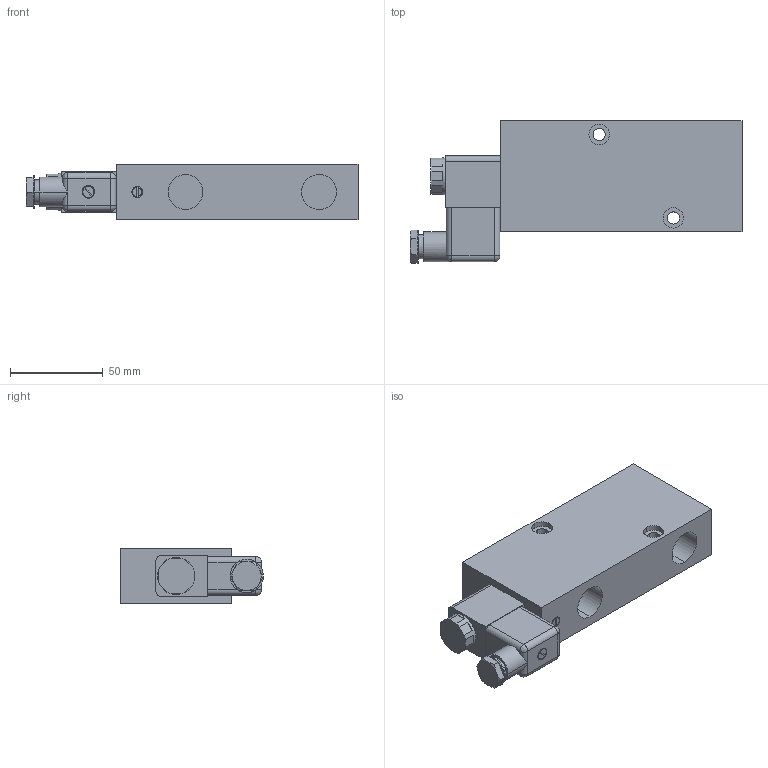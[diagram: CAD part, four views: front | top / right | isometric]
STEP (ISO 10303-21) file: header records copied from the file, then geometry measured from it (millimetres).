
FILE_DESCRIPTION (( 'STEP AP203' ), '1' );
FILE_NAME ('MNH.310.121.STEP', '2018-11-21T12:46:19', ( '' ), ( '' ), 'SwSTEP 2.0', 'SolidWorks 2013', '' );
FILE_SCHEMA (( 'CONFIG_CONTROL_DESIGN' ));
Length unit declared in the file: millimetre
Products named in the file (1): MNH.310.121
Bounding box: 179 x 77 x 30 mm (x, y, z)
Volume: 259118.4 mm3; surface area: 38504.9 mm2
Topology: 1 solids, 1 shells, 127 faces, 293 edges, 184 vertices
Faces by surface type: plane 69, cylinder 50, cone 4, bspline 4
Entity records: 3782 total; most frequent: CARTESIAN_POINT 761, DIRECTION 649, ORIENTED_EDGE 578, EDGE_CURVE 289, AXIS2_PLACEMENT_3D 250, VERTEX_POINT 184, EDGE_LOOP 151, VECTOR 149
